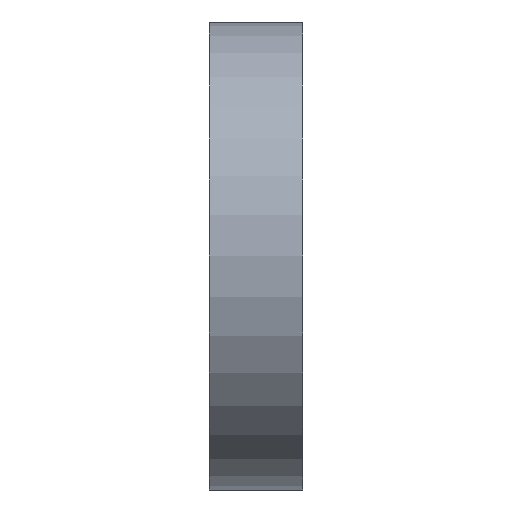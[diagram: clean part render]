
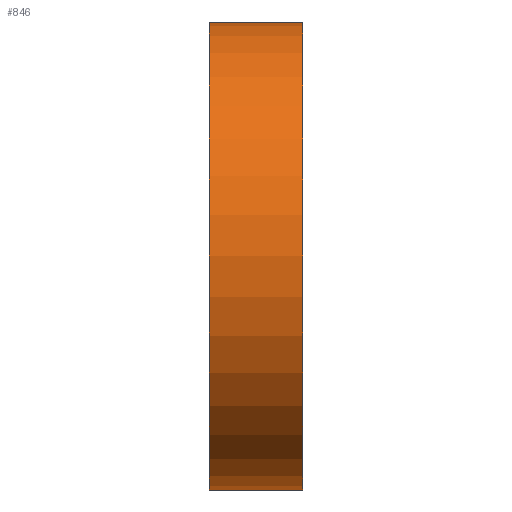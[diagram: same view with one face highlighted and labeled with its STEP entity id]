
A CAD part, left-side view. The second image highlights one B-rep face of the part: STEP entity #846.
In plain terms, the highlighted cylindrical face has radius 15.875 mm (diameter 31.75 mm), a partial arc.
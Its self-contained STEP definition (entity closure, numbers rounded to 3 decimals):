
#131 = VECTOR ( 'NONE', #1125, 1000. ) ;
#317 = EDGE_CURVE ( 'NONE', #1284, #631, #665, .T. ) ;
#335 = VERTEX_POINT ( 'NONE', #1955 ) ;
#365 = AXIS2_PLACEMENT_3D ( 'NONE', #943, #2090, #1105 ) ;
#380 = CARTESIAN_POINT ( 'NONE',  ( -184.15, 0., -15.875 ) ) ;
#472 = ORIENTED_EDGE ( 'NONE', *, *, #1374, .T. ) ;
#475 = CARTESIAN_POINT ( 'NONE',  ( -184.15, 6.35, -15.875 ) ) ;
#512 = FACE_OUTER_BOUND ( 'NONE', #1048, .T. ) ;
#526 = AXIS2_PLACEMENT_3D ( 'NONE', #2079, #1089, #1607 ) ;
#539 = CARTESIAN_POINT ( 'NONE',  ( -184.15, 6.35, 15.875 ) ) ;
#631 = VERTEX_POINT ( 'NONE', #380 ) ;
#645 = VECTOR ( 'NONE', #814, 1000. ) ;
#665 = LINE ( 'NONE', #1308, #645 ) ;
#787 = ORIENTED_EDGE ( 'NONE', *, *, #2023, .F. ) ;
#814 = DIRECTION ( 'NONE',  ( 0., -1., 0. ) ) ;
#846 = ADVANCED_FACE ( 'NONE', ( #512 ), #2101, .T. ) ;
#943 = CARTESIAN_POINT ( 'NONE',  ( -184.15, 0., 0. ) ) ;
#965 = CIRCLE ( 'NONE', #2044, 15.875 ) ;
#980 = VERTEX_POINT ( 'NONE', #539 ) ;
#1010 = DIRECTION ( 'NONE',  ( 0., 0., 1. ) ) ;
#1048 = EDGE_LOOP ( 'NONE', ( #1733, #787, #1317, #472 ) ) ;
#1089 = DIRECTION ( 'NONE',  ( 0., -1., 0. ) ) ;
#1105 = DIRECTION ( 'NONE',  ( 0., 0., 1. ) ) ;
#1125 = DIRECTION ( 'NONE',  ( 0., -1., 0. ) ) ;
#1284 = VERTEX_POINT ( 'NONE', #475 ) ;
#1289 = CARTESIAN_POINT ( 'NONE',  ( -184.15, 6.35, 15.875 ) ) ;
#1300 = CIRCLE ( 'NONE', #365, 15.875 ) ;
#1308 = CARTESIAN_POINT ( 'NONE',  ( -184.15, 6.35, -15.875 ) ) ;
#1317 = ORIENTED_EDGE ( 'NONE', *, *, #317, .T. ) ;
#1321 = CARTESIAN_POINT ( 'NONE',  ( -184.15, 6.35, 0. ) ) ;
#1374 = EDGE_CURVE ( 'NONE', #631, #335, #1300, .T. ) ;
#1490 = DIRECTION ( 'NONE',  ( 0., 1., 0. ) ) ;
#1607 = DIRECTION ( 'NONE',  ( 0., 0., -1. ) ) ;
#1733 = ORIENTED_EDGE ( 'NONE', *, *, #1926, .F. ) ;
#1922 = LINE ( 'NONE', #1289, #131 ) ;
#1926 = EDGE_CURVE ( 'NONE', #980, #335, #1922, .T. ) ;
#1955 = CARTESIAN_POINT ( 'NONE',  ( -184.15, 0., 15.875 ) ) ;
#2023 = EDGE_CURVE ( 'NONE', #1284, #980, #965, .T. ) ;
#2044 = AXIS2_PLACEMENT_3D ( 'NONE', #1321, #1490, #1010 ) ;
#2079 = CARTESIAN_POINT ( 'NONE',  ( -184.15, 6.35, 0. ) ) ;
#2090 = DIRECTION ( 'NONE',  ( 0., 1., 0. ) ) ;
#2101 = CYLINDRICAL_SURFACE ( 'NONE', #526, 15.875 ) ;
